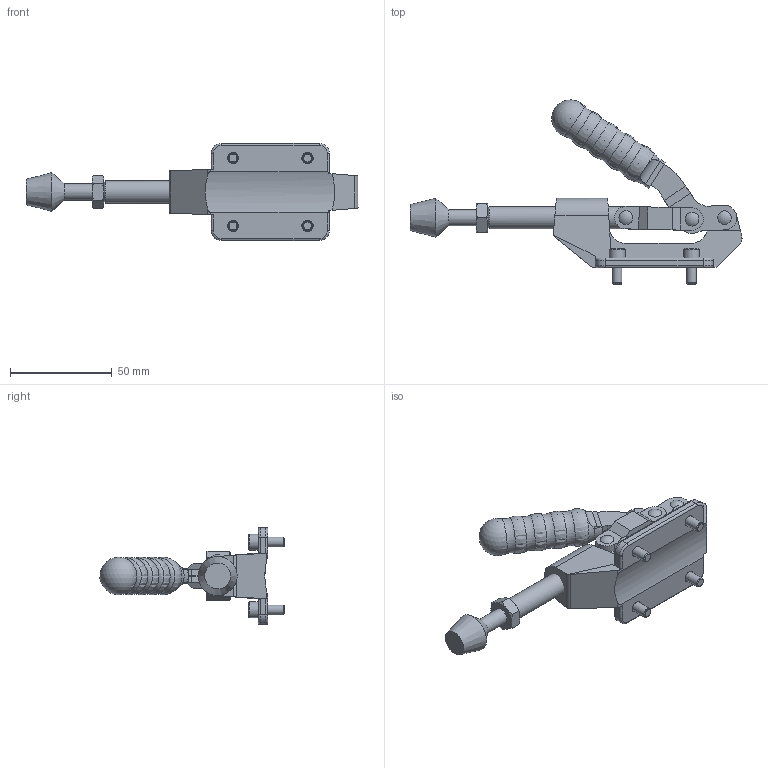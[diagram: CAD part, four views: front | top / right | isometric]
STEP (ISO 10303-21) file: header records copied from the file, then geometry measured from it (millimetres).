
FILE_DESCRIPTION(/* description */ (''),/* implementation_level */ '2;1');
FILE_NAME(/* name */ 'GH-36003-R.stp',/* time_stamp */ '2023-02-08T10:26:15-05:00',/* author */ ('rwoods'),/* organization */ (''),/* preprocessor_version */ 'ST-DEVELOPER v19.2',/* originating_system */ 'Autodesk Inventor 2023',/* authorisation */ '');
FILE_SCHEMA (('AUTOMOTIVE_DESIGN { 1 0 10303 214 3 1 1 }'));
Length unit declared in the file: inch
Products named in the file (9): GH-36003-R; GH-36003; Group1^EMC36003; Group2^EMC36003; Group3^EMC36003; New 5-16 Shaft; Flat-tip Bonded Cap 5-16 dia x 3.0lg; MachScrNut; SHCS_UNC
Assembly tree (11 placements, depth 3):
  GH-36003-R
    GH-36003
      Group1^EMC36003
      Group2^EMC36003
      Group3^EMC36003
      New 5-16 Shaft
    Flat-tip Bonded Cap 5-16 dia x 3.0lg
    MachScrNut
    SHCS_UNC  x4
Bounding box: 162.75 x 90.22 x 47.6 mm (x, y, z)
Volume: 63625.7 mm3; surface area: 35931.4 mm2
Topology: 10 solids, 10 shells, 282 faces, 730 edges, 472 vertices
Faces by surface type: plane 143, cylinder 76, cone 26, torus 24, sphere 13
Full cylindrical faces by diameter (mm): 4.5 x8, 4.521 x1, 4.826 x4, 5.6 x4, 5.83 x3, 6.401 x1, 7.823 x4, 7.938 x2, 10 x1, 10.897 x1
Entity records: 8441 total; most frequent: CARTESIAN_POINT 1838, DIRECTION 1287, ORIENTED_EDGE 1250, EDGE_CURVE 625, AXIS2_PLACEMENT_3D 478, VERTEX_POINT 418, LINE 331, VECTOR 331
